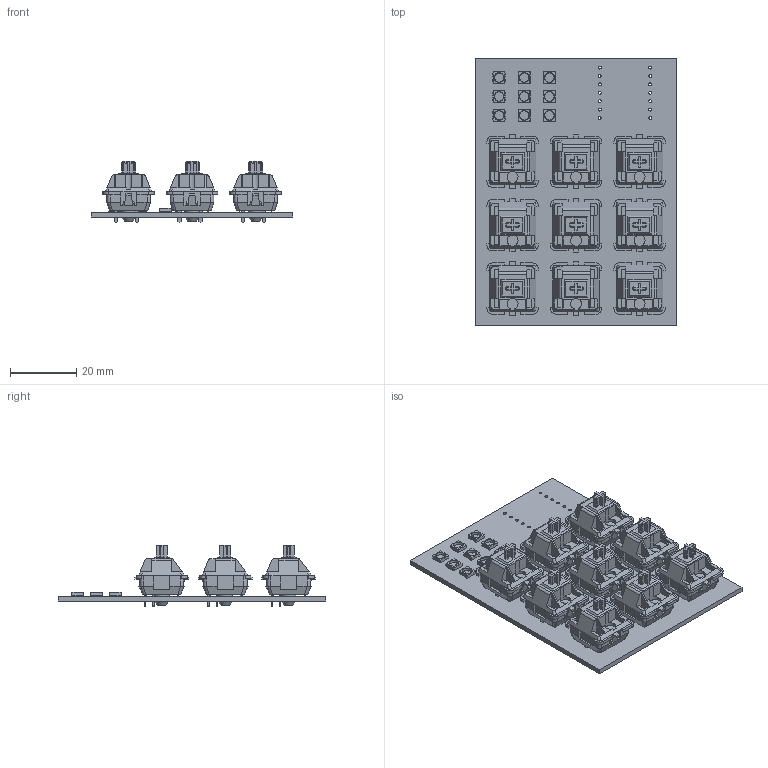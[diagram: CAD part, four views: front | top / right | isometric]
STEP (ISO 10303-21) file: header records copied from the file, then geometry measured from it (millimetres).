
FILE_DESCRIPTION(/* description */ ('KiCad electronic assembly'),/* implementation_level */ '2;1');
FILE_NAME(/* name */ 'piperpad_pcb.step',/* time_stamp */ '2026-01-13T10:51:39+05:30',/* author */ (''),/* organization */ (''),/* preprocessor_version */ 'ST-DEVELOPER v20.1',/* originating_system */ 'Autodesk Translation Framework v14.21.0.0',/* authorisation */ '');
FILE_SCHEMA (('AUTOMOTIVE_DESIGN { 1 0 10303 214 3 1 1 }'));
Length unit declared in the file: millimetre
Products named in the file (4): 2026-01-13-04-26-43-480; 2026-01-13-04-26-43-483; 2026-01-13-04-26-43-482; 2026-01-13-04-26-43-481
Assembly tree (19 placements, depth 2):
  2026-01-13-04-26-43-480
    2026-01-13-04-26-43-481  x9
    2026-01-13-04-26-43-482  x9
    2026-01-13-04-26-43-483
Bounding box: 61 x 81 x 18.54 mm (x, y, z)
Volume: 21066.2 mm3; surface area: 25124.1 mm2
Topology: 91 solids, 91 shells, 2450 faces, 6444 edges, 4203 vertices
Faces by surface type: plane 2076, cylinder 320, sphere 36, cone 18
Full cylindrical faces by diameter (mm): 0.889 x14, 1.5 x18, 1.7 x18, 4 x9, 4.391 x9
Entity records: 10729 total; most frequent: CARTESIAN_POINT 1812, DIRECTION 1779, ORIENTED_EDGE 1760, EDGE_CURVE 880, LINE 687, VECTOR 687, VERTEX_POINT 579, AXIS2_PLACEMENT_3D 546
